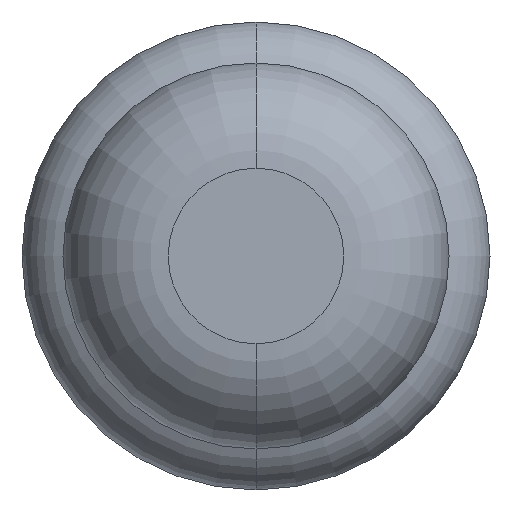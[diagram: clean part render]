
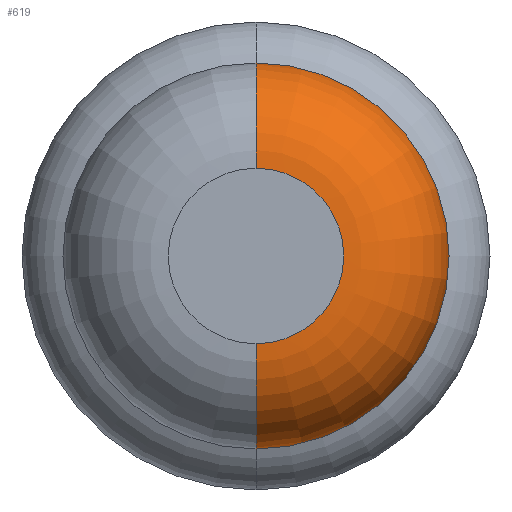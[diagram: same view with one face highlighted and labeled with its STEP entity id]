
A CAD part, front view. The second image highlights one B-rep face of the part: STEP entity #619.
In plain terms, the highlighted toroidal (fillet/blend) face has major radius 0.375 mm and minor radius 0.45 mm.
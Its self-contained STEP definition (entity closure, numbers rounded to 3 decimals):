
#51 = TOROIDAL_SURFACE ( 'NONE', #3796, 0.375, 0.45 ) ;
#172 = EDGE_CURVE ( 'NONE', #3476, #4322, #587, .T. ) ;
#223 = CARTESIAN_POINT ( 'NONE',  ( 0., -26.95, 0.825 ) ) ;
#391 = DIRECTION ( 'NONE',  ( 0., 1., 0. ) ) ;
#587 = CIRCLE ( 'NONE', #3266, 0.45 ) ;
#619 = ADVANCED_FACE ( 'Defeature ausgef�hrt1_8', ( #748 ), #51, .T. ) ;
#748 = FACE_OUTER_BOUND ( 'NONE', #4342, .T. ) ;
#797 = CIRCLE ( 'NONE', #4407, 0.45 ) ;
#884 = EDGE_CURVE ( 'NONE', #3899, #2928, #797, .T. ) ;
#926 = DIRECTION ( 'NONE',  ( 0., 1., 0. ) ) ;
#1147 = CARTESIAN_POINT ( 'NONE',  ( 0., -27.4, 0. ) ) ;
#1482 = DIRECTION ( 'NONE',  ( 0., 0., 1. ) ) ;
#1513 = CARTESIAN_POINT ( 'NONE',  ( 0., -26.95, 0. ) ) ;
#1596 = DIRECTION ( 'NONE',  ( 1., 0., 0. ) ) ;
#1639 = EDGE_CURVE ( 'Defeature ausgef�hrt1_8+Defeature ausgef�hrt1_7+Defeature ausgef�hrt1_7+Defeature ausgef�hrt1_7', #3476, #3899, #3743, .T. ) ;
#1830 = AXIS2_PLACEMENT_3D ( 'NONE', #3718, #926, #4382 ) ;
#1947 = ORIENTED_EDGE ( 'NONE', *, *, #884, .T. ) ;
#2253 = DIRECTION ( 'NONE',  ( 0., 0., 1. ) ) ;
#2387 = AXIS2_PLACEMENT_3D ( 'NONE', #1147, #391, #1482 ) ;
#2626 = CARTESIAN_POINT ( 'NONE',  ( 0., -27.4, -0.375 ) ) ;
#2653 = DIRECTION ( 'NONE',  ( 0., 0., 1. ) ) ;
#2928 = VERTEX_POINT ( 'NONE', #3956 ) ;
#3029 = DIRECTION ( 'NONE',  ( 0., 0., -1. ) ) ;
#3106 = ORIENTED_EDGE ( 'NONE', *, *, #172, .F. ) ;
#3266 = AXIS2_PLACEMENT_3D ( 'NONE', #3776, #3390, #2653 ) ;
#3306 = CIRCLE ( 'NONE', #1830, 0.825 ) ;
#3348 = CARTESIAN_POINT ( 'NONE',  ( 0., -26.95, -0.375 ) ) ;
#3378 = ORIENTED_EDGE ( 'NONE', *, *, #4276, .F. ) ;
#3390 = DIRECTION ( 'NONE',  ( -1., 0., 0. ) ) ;
#3476 = VERTEX_POINT ( 'NONE', #3983 ) ;
#3718 = CARTESIAN_POINT ( 'NONE',  ( 0., -26.95, 0. ) ) ;
#3743 = CIRCLE ( 'NONE', #2387, 0.375 ) ;
#3776 = CARTESIAN_POINT ( 'NONE',  ( 0., -26.95, 0.375 ) ) ;
#3796 = AXIS2_PLACEMENT_3D ( 'NONE', #1513, #3974, #2253 ) ;
#3899 = VERTEX_POINT ( 'NONE', #2626 ) ;
#3956 = CARTESIAN_POINT ( 'NONE',  ( 0., -26.95, -0.825 ) ) ;
#3974 = DIRECTION ( 'NONE',  ( 0., 1., 0. ) ) ;
#3983 = CARTESIAN_POINT ( 'NONE',  ( 0., -27.4, 0.375 ) ) ;
#4276 = EDGE_CURVE ( 'Defeature ausgef�hrt1_9+Defeature ausgef�hrt1_8+Defeature ausgef�hrt1_8+Defeature ausgef�hrt1_8', #4322, #2928, #3306, .T. ) ;
#4322 = VERTEX_POINT ( 'NONE', #223 ) ;
#4342 = EDGE_LOOP ( 'NONE', ( #4386, #1947, #3378, #3106 ) ) ;
#4382 = DIRECTION ( 'NONE',  ( 0., 0., 1. ) ) ;
#4386 = ORIENTED_EDGE ( 'NONE', *, *, #1639, .T. ) ;
#4407 = AXIS2_PLACEMENT_3D ( 'NONE', #3348, #1596, #3029 ) ;
